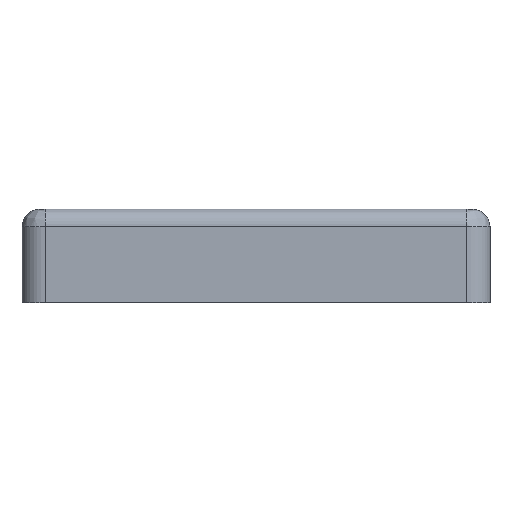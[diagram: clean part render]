
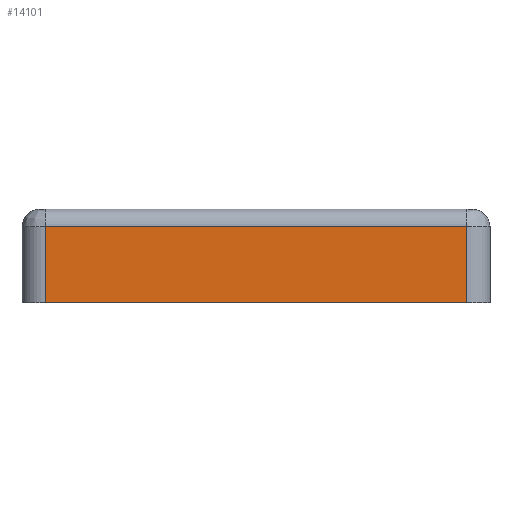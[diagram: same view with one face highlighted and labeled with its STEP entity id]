
A CAD part, front view. The second image highlights one B-rep face of the part: STEP entity #14101.
In plain terms, the highlighted planar face has unit normal (0, -1, 0).
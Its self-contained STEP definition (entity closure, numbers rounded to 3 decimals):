
#400 = ORIENTED_EDGE ( 'NONE', *, *, #11187, .F. ) ;
#1000 = LINE ( 'NONE', #9925, #3850 ) ;
#1119 = VERTEX_POINT ( 'NONE', #5448 ) ;
#1477 = DIRECTION ( 'NONE',  ( 1., 0., 0. ) ) ;
#2030 = DIRECTION ( 'NONE',  ( -1., 0., 0. ) ) ;
#2151 = VECTOR ( 'NONE', #2030, 1000. ) ;
#2730 = DIRECTION ( 'NONE',  ( 0., 0., 1. ) ) ;
#3122 = VECTOR ( 'NONE', #2730, 1000. ) ;
#3850 = VECTOR ( 'NONE', #1477, 1000. ) ;
#4594 = CARTESIAN_POINT ( 'NONE',  ( -40., -40., 0. ) ) ;
#5292 = ORIENTED_EDGE ( 'NONE', *, *, #9982, .F. ) ;
#5448 = CARTESIAN_POINT ( 'NONE',  ( 36., -40., 13. ) ) ;
#5747 = EDGE_CURVE ( 'NONE', #14628, #6287, #9532, .T. ) ;
#5812 = PLANE ( 'NONE',  #11833 ) ;
#6287 = VERTEX_POINT ( 'NONE', #13818 ) ;
#6581 = EDGE_LOOP ( 'NONE', ( #5292, #9335, #12012, #400 ) ) ;
#6930 = FACE_OUTER_BOUND ( 'NONE', #6581, .T. ) ;
#7079 = DIRECTION ( 'NONE',  ( 0., 1., 0. ) ) ;
#7296 = CARTESIAN_POINT ( 'NONE',  ( 36., -40., 0. ) ) ;
#8559 = LINE ( 'NONE', #4594, #2151 ) ;
#9114 = EDGE_CURVE ( 'NONE', #14195, #14628, #8559, .T. ) ;
#9335 = ORIENTED_EDGE ( 'NONE', *, *, #5747, .F. ) ;
#9532 = LINE ( 'NONE', #9950, #3122 ) ;
#9925 = CARTESIAN_POINT ( 'NONE',  ( -40., -40., 13. ) ) ;
#9950 = CARTESIAN_POINT ( 'NONE',  ( -36., -40., 16. ) ) ;
#9982 = EDGE_CURVE ( 'NONE', #6287, #1119, #1000, .T. ) ;
#10184 = LINE ( 'NONE', #10757, #13488 ) ;
#10757 = CARTESIAN_POINT ( 'NONE',  ( 36., -40., 16. ) ) ;
#11187 = EDGE_CURVE ( 'NONE', #1119, #14195, #10184, .T. ) ;
#11833 = AXIS2_PLACEMENT_3D ( 'NONE', #14447, #7079, #15664 ) ;
#12012 = ORIENTED_EDGE ( 'NONE', *, *, #9114, .F. ) ;
#13488 = VECTOR ( 'NONE', #15603, 1000. ) ;
#13818 = CARTESIAN_POINT ( 'NONE',  ( -36., -40., 13. ) ) ;
#14101 = ADVANCED_FACE ( 'NONE', ( #6930 ), #5812, .F. ) ;
#14195 = VERTEX_POINT ( 'NONE', #7296 ) ;
#14447 = CARTESIAN_POINT ( 'NONE',  ( 40., -40., 16. ) ) ;
#14628 = VERTEX_POINT ( 'NONE', #14708 ) ;
#14708 = CARTESIAN_POINT ( 'NONE',  ( -36., -40., 0. ) ) ;
#15603 = DIRECTION ( 'NONE',  ( 0., 0., -1. ) ) ;
#15664 = DIRECTION ( 'NONE',  ( 0., 0., 1. ) ) ;
